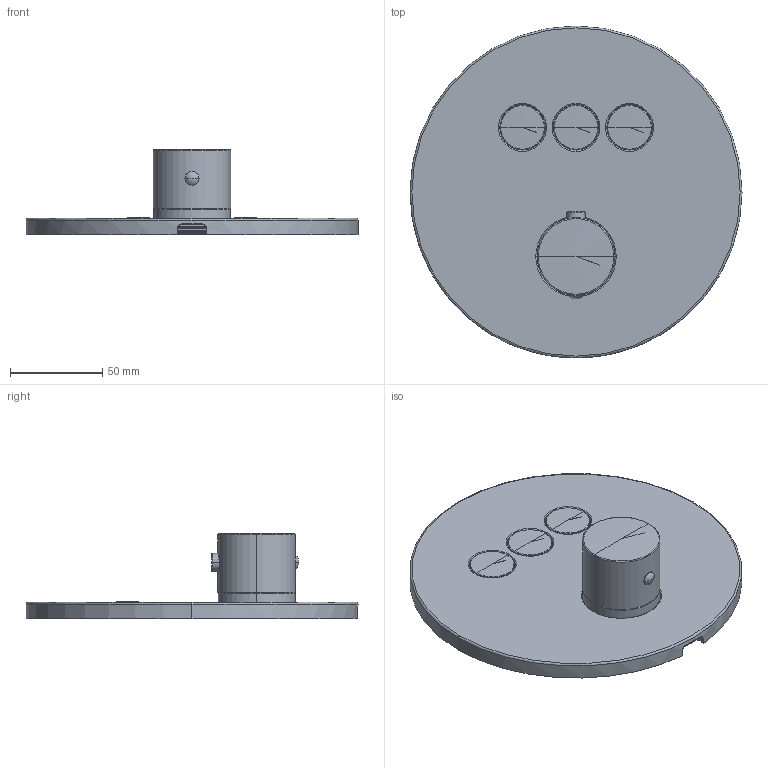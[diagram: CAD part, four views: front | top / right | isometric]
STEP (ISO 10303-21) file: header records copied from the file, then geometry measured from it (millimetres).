
FILE_DESCRIPTION((''),'2;1');
FILE_NAME('CPM019CR','2021-11-08T08:58:01',('ut3'),('PAFFONI SpA'),'CREO PARAMETRIC BY PTC INC, 2020044','CREO PARAMETRIC BY PTC INC, 2020044','');
FILE_SCHEMA(('CONFIG_CONTROL_DESIGN','SHAPE_APPEARANCE_LAYERS_GROUPS'));
Products named in the file (1): CPM019CR
Bounding box: 180 x 180 x 46.47 mm (x, y, z)
Volume: 163349.6 mm3; surface area: 145640 mm2
Topology: 6 solids, 6 shells, 2023 faces, 4888 edges, 2911 vertices
Faces by surface type: plane 652, cylinder 618, bspline 226, cone 222, torus 184, sphere 121
Entity records: 86894 total; most frequent: CARTESIAN_POINT 27265, ORIENTED_EDGE 9666, DIRECTION 9520, EDGE_CURVE 4833, AXIS2_PLACEMENT_3D 3710, VERTEX_POINT 2912, EDGE_LOOP 2190, VECTOR 2100
